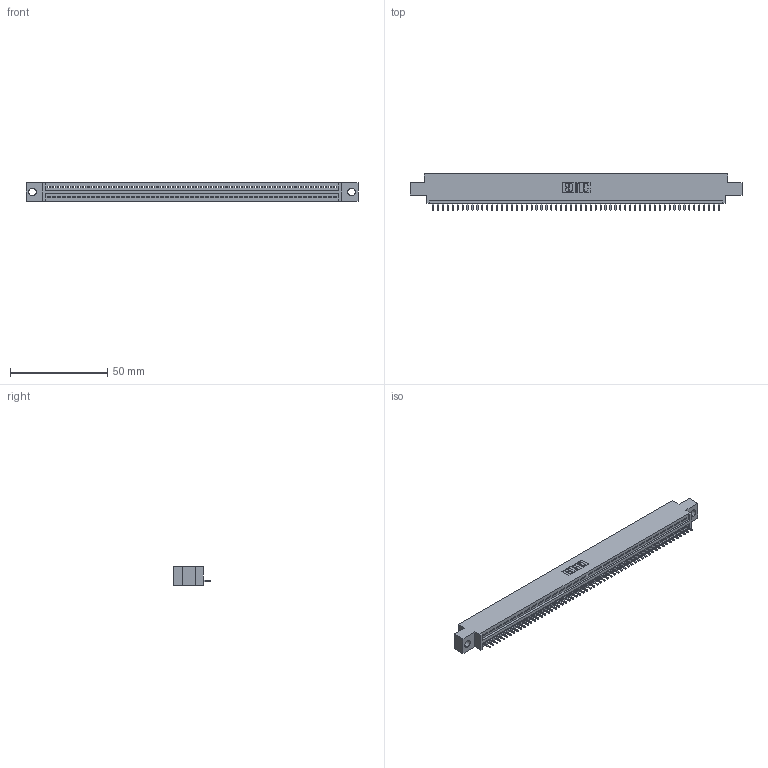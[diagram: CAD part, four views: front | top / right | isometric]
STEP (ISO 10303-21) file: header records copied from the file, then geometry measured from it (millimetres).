
FILE_DESCRIPTION (( 'STEP AP203' ), '1' );
FILE_NAME ('395-059-521-604.STEP', '2018-11-23T07:11:04', ( '' ), ( '' ), 'SwSTEP 2.0', 'SolidWorks 2016', '' );
FILE_SCHEMA (( 'CONFIG_CONTROL_DESIGN' ));
Length unit declared in the file: inch
Products named in the file (3): 395-059-521-604; 345-292-001_345-293-121; 345 Part_0.170 Offset - 0.156 Dia-TH
Assembly tree (60 placements, depth 2):
  395-059-521-604
    345 Part_0.170 Offset - 0.156 Dia-TH
    345-292-001_345-293-121  x59
Bounding box: 171.07 x 18.72 x 9.4 mm (x, y, z)
Volume: 16018.5 mm3; surface area: 20796.9 mm2
Topology: 60 solids, 60 shells, 3552 faces, 10737 edges, 7078 vertices
Faces by surface type: plane 2444, cylinder 1108
Entity records: 42269 total; most frequent: CARTESIAN_POINT 7329, ORIENTED_EDGE 7322, DIRECTION 6375, EDGE_CURVE 3661, VECTOR 3293, LINE 3293, VERTEX_POINT 2438, AXIS2_PLACEMENT_3D 1541
